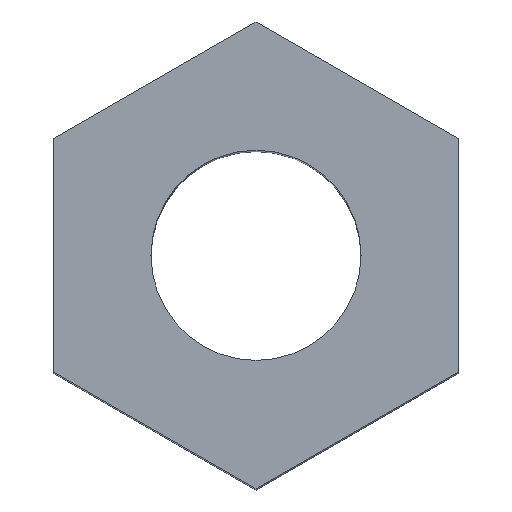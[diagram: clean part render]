
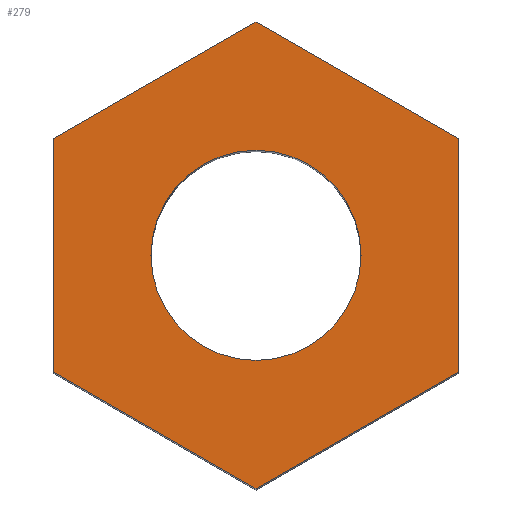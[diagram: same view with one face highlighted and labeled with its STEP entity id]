
A CAD part, top view. The second image highlights one B-rep face of the part: STEP entity #279.
In plain terms, the highlighted planar face has unit normal (0, 0, 1).
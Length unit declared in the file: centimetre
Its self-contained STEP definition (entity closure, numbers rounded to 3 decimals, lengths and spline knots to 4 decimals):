
#32=CARTESIAN_POINT('',(-0.13,0.,0.));
#33=VERTEX_POINT('',#32);
#42=CARTESIAN_POINT('',(0.,0.,0.));
#43=DIRECTION('',(0.,0.,-1.));
#44=DIRECTION('',(1.,0.,0.));
#45=AXIS2_PLACEMENT_3D('',#42,#43,#44);
#46=CIRCLE('',#45,0.13);
#47=EDGE_CURVE('',#33,#33,#46,.T.);
#75=CARTESIAN_POINT('',(0.25,-0.1443,0.));
#76=VERTEX_POINT('',#75);
#83=CARTESIAN_POINT('',(0.,-0.2887,0.));
#84=VERTEX_POINT('',#83);
#85=CARTESIAN_POINT('',(-10691.0836,-6172.7887,0.));
#86=DIRECTION('',(0.866,0.5,0.));
#87=VECTOR('',#86,24690.);
#88=LINE('',#85,#87);
#89=EDGE_CURVE('',#84,#76,#88,.T.);
#113=CARTESIAN_POINT('',(0.25,0.1443,0.));
#114=VERTEX_POINT('',#113);
#121=CARTESIAN_POINT('',(0.25,-12345.1443,0.));
#122=DIRECTION('',(0.,1.,0.));
#123=VECTOR('',#122,24690.);
#124=LINE('',#121,#123);
#125=EDGE_CURVE('',#76,#114,#124,.T.);
#144=CARTESIAN_POINT('',(0.,0.2887,0.));
#145=VERTEX_POINT('',#144);
#152=CARTESIAN_POINT('',(10691.3336,-6172.3557,0.));
#153=DIRECTION('',(-0.866,0.5,0.));
#154=VECTOR('',#153,24690.);
#155=LINE('',#152,#154);
#156=EDGE_CURVE('',#114,#145,#155,.T.);
#175=CARTESIAN_POINT('',(-0.25,0.1443,0.));
#176=VERTEX_POINT('',#175);
#183=CARTESIAN_POINT('',(10691.0836,6172.7887,0.));
#184=DIRECTION('',(-0.866,-0.5,0.));
#185=VECTOR('',#184,24690.);
#186=LINE('',#183,#185);
#187=EDGE_CURVE('',#145,#176,#186,.T.);
#206=CARTESIAN_POINT('',(-0.25,-0.1443,0.));
#207=VERTEX_POINT('',#206);
#214=CARTESIAN_POINT('',(-0.25,12345.1443,0.));
#215=DIRECTION('',(-0.,-1.,0.));
#216=VECTOR('',#215,24690.);
#217=LINE('',#214,#216);
#218=EDGE_CURVE('',#176,#207,#217,.T.);
#236=CARTESIAN_POINT('',(-10691.3336,6172.3557,0.));
#237=DIRECTION('',(0.866,-0.5,0.));
#238=VECTOR('',#237,24690.);
#239=LINE('',#236,#238);
#240=EDGE_CURVE('',#207,#84,#239,.T.);
#263=CARTESIAN_POINT('',(0.,0.,0.));
#264=DIRECTION('',(0.,0.,1.));
#265=DIRECTION('',(1.,0.,0.));
#266=AXIS2_PLACEMENT_3D('',#263,#264,#265);
#267=PLANE('',#266);
#268=ORIENTED_EDGE('',*,*,#47,.T.);
#269=EDGE_LOOP('',(#268));
#270=FACE_BOUND('',#269,.T.);
#271=ORIENTED_EDGE('',*,*,#240,.T.);
#272=ORIENTED_EDGE('',*,*,#89,.T.);
#273=ORIENTED_EDGE('',*,*,#125,.T.);
#274=ORIENTED_EDGE('',*,*,#156,.T.);
#275=ORIENTED_EDGE('',*,*,#187,.T.);
#276=ORIENTED_EDGE('',*,*,#218,.T.);
#277=EDGE_LOOP('',(#271,#272,#273,#274,#275,#276));
#278=FACE_BOUND('',#277,.T.);
#279=ADVANCED_FACE('',(#270,#278),#267,.T.);
